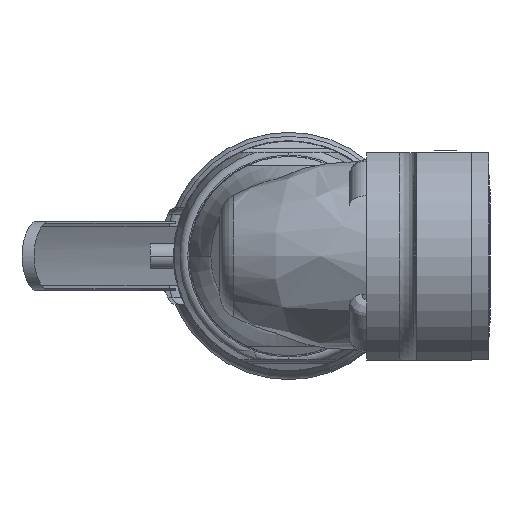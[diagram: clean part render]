
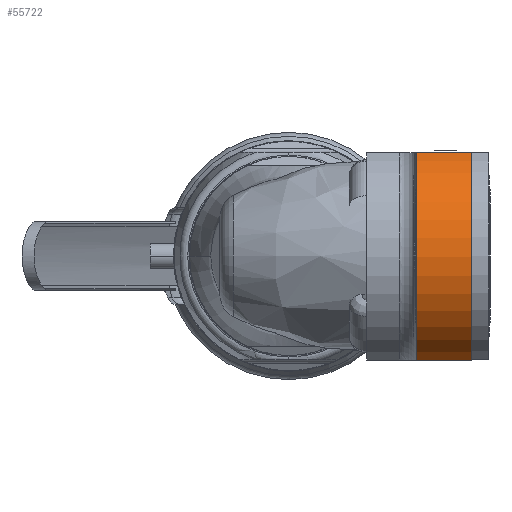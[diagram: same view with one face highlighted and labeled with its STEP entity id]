
A CAD part, left-side view. The second image highlights one B-rep face of the part: STEP entity #55722.
In plain terms, the highlighted cylindrical face has radius 20.625 mm (diameter 41.25 mm), a partial arc.
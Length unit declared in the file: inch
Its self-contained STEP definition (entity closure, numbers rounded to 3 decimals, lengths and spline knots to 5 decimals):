
#55068=CARTESIAN_POINT('',(-13.72885,-0.9255,0.));
#55069=DIRECTION('',(0.,1.,0.));
#55070=DIRECTION('',(-0.376,0.,-0.927));
#55071=AXIS2_PLACEMENT_3D('',#55068,#55069,#55070);
#55121=DIRECTION('',(0.,1.,0.));
#55122=VECTOR('',#55121,0.395);
#55123=CARTESIAN_POINT('',(-14.04601,-1.3205,0.7475));
#55124=LINE('',#55123,#55122);
#55160=CARTESIAN_POINT('',(-13.72885,-1.3205,0.));
#55161=DIRECTION('',(0.,-1.,0.));
#55162=DIRECTION('',(-0.391,0.,0.921));
#55163=AXIS2_PLACEMENT_3D('',#55160,#55161,#55162);
#55165=DIRECTION('',(0.,1.,0.));
#55166=VECTOR('',#55165,0.395);
#55167=CARTESIAN_POINT('',(-14.03395,-1.3205,-0.7525));
#55168=LINE('',#55167,#55166);
#55494=CARTESIAN_POINT('',(-14.04601,-1.3205,0.7475));
#55496=VERTEX_POINT('',#55494);
#55500=CARTESIAN_POINT('',(-14.03395,-1.3205,-0.7525));
#55501=VERTEX_POINT('',#55500);
#55502=CARTESIAN_POINT('',(-14.03395,-0.9255,-0.7525));
#55503=CARTESIAN_POINT('',(-14.04601,-0.9255,0.7475));
#55504=VERTEX_POINT('',#55502);
#55505=VERTEX_POINT('',#55503);
#55710=CARTESIAN_POINT('',(-13.72885,-1.3205,0.));
#55711=DIRECTION('',(0.,1.,0.));
#55712=DIRECTION('',(-1.,0.,0.));
#55713=AXIS2_PLACEMENT_3D('',#55710,#55711,#55712);
#55714=CYLINDRICAL_SURFACE('',#55713,0.812);
#55716=ORIENTED_EDGE('',*,*,#55715,.T.);
#55717=ORIENTED_EDGE('',*,*,#55703,.T.);
#55718=ORIENTED_EDGE('',*,*,#55609,.T.);
#55719=ORIENTED_EDGE('',*,*,#55653,.F.);
#55720=EDGE_LOOP('',(#55716,#55717,#55718,#55719));
#55721=FACE_OUTER_BOUND('',#55720,.F.);
#55722=ADVANCED_FACE('',(#55721),#55714,.T.);
#55072=CIRCLE('',#55071,0.812);
#55164=CIRCLE('',#55163,0.812);
#55609=EDGE_CURVE('',#55504,#55505,#55072,.T.);
#55653=EDGE_CURVE('',#55496,#55505,#55124,.T.);
#55703=EDGE_CURVE('',#55501,#55504,#55168,.T.);
#55715=EDGE_CURVE('',#55496,#55501,#55164,.T.);
